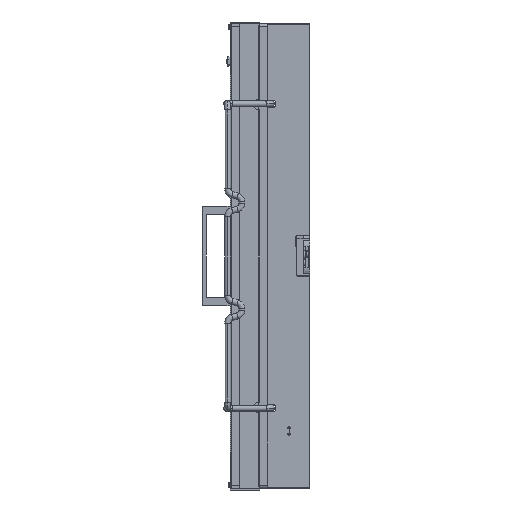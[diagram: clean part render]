
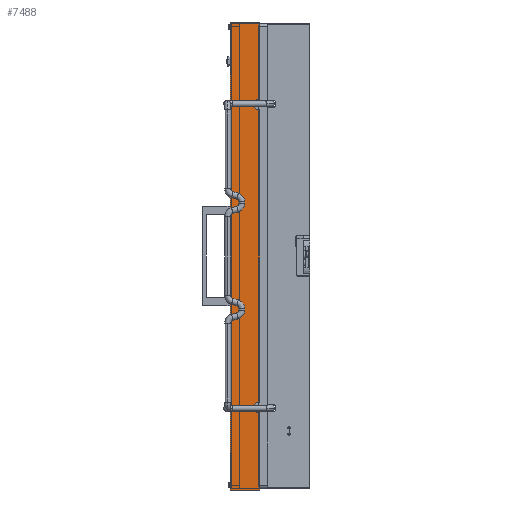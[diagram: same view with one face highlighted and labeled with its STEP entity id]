
A CAD part, left-side view. The second image highlights one B-rep face of the part: STEP entity #7488.
In plain terms, the highlighted planar face has unit normal (-1, 0, 0).
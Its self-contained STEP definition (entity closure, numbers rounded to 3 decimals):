
#264 = VECTOR ( 'NONE', #95484, 1000. ) ;
#638 = AXIS2_PLACEMENT_3D ( 'NONE', #43644, #2741, #75827 ) ;
#2741 = DIRECTION ( 'NONE',  ( 1., 0., 0. ) ) ;
#5099 = VECTOR ( 'NONE', #22965, 1000. ) ;
#5107 = CARTESIAN_POINT ( 'NONE',  ( -202.8, 36.8, -230.1 ) ) ;
#5564 = CARTESIAN_POINT ( 'NONE',  ( -202.8, 7.8, -230.1 ) ) ;
#7488 = ADVANCED_FACE ( 'Defeature ausgef�hrt12_5', ( #136147 ), #65112, .F. ) ;
#8794 = CARTESIAN_POINT ( 'NONE',  ( -202.8, 7.8, 144. ) ) ;
#10385 = EDGE_CURVE ( 'Defeature ausgef�hrt12_5+Defeature ausgef�hrt12_3+Defeature ausgef�hrt12_25+Defeature ausgef�hrt12_19', #39136, #51258, #113518, .T. ) ;
#11370 = DIRECTION ( 'NONE',  ( 0., 1., 0. ) ) ;
#13302 = DIRECTION ( 'NONE',  ( 0., -1., 0. ) ) ;
#16893 = LINE ( 'NONE', #40401, #20244 ) ;
#20244 = VECTOR ( 'NONE', #104720, 1000. ) ;
#21225 = EDGE_CURVE ( 'Defeature ausgef�hrt12_5+Defeature ausgef�hrt12_2+Defeature ausgef�hrt12_8+Defeature ausgef�hrt12_24', #135443, #24710, #137026, .T. ) ;
#22129 = EDGE_CURVE ( 'Defeature ausgef�hrt12_5+Defeature ausgef�hrt12_25+Defeature ausgef�hrt12_23+Defeature ausgef�hrt12_3', #136344, #39136, #91611, .T. ) ;
#22680 = DIRECTION ( 'NONE',  ( 1., 0., 0. ) ) ;
#22965 = DIRECTION ( 'NONE',  ( 0., -1., 0. ) ) ;
#24710 = VERTEX_POINT ( 'NONE', #116995 ) ;
#31292 = ORIENTED_EDGE ( 'NONE', *, *, #36101, .T. ) ;
#32404 = DIRECTION ( 'NONE',  ( 0., 0., -1. ) ) ;
#35847 = ORIENTED_EDGE ( 'NONE', *, *, #99857, .T. ) ;
#36101 = EDGE_CURVE ( 'Defeature ausgef�hrt12_5+Defeature ausgef�hrt12_18+Defeature ausgef�hrt12_19+Defeature ausgef�hrt12_17', #100461, #71312, #115647, .T. ) ;
#36889 = CARTESIAN_POINT ( 'NONE',  ( -202.8, 3.341, -154. ) ) ;
#37117 = ORIENTED_EDGE ( 'NONE', *, *, #114493, .T. ) ;
#38677 = CARTESIAN_POINT ( 'NONE',  ( -202.8, 8.8, 144. ) ) ;
#38925 = VECTOR ( 'NONE', #109699, 1000. ) ;
#39136 = VERTEX_POINT ( 'NONE', #68900 ) ;
#39142 = ORIENTED_EDGE ( 'NONE', *, *, #117022, .T. ) ;
#40401 = CARTESIAN_POINT ( 'NONE',  ( -202.8, 36.8, -230.1 ) ) ;
#42075 = CARTESIAN_POINT ( 'NONE',  ( -202.8, 7.8, -230.1 ) ) ;
#43226 = ORIENTED_EDGE ( 'NONE', *, *, #102836, .F. ) ;
#43644 = CARTESIAN_POINT ( 'NONE',  ( -202.8, 36.8, -230.1 ) ) ;
#44060 = VECTOR ( 'NONE', #91430, 1000. ) ;
#45845 = EDGE_LOOP ( 'NONE', ( #93893, #49385, #39142, #71188, #97643, #87064, #31292, #37117, #35847, #113610, #43226, #100216 ) ) ;
#48004 = AXIS2_PLACEMENT_3D ( 'NONE', #79863, #58440, #89687 ) ;
#49385 = ORIENTED_EDGE ( 'NONE', *, *, #58227, .T. ) ;
#51258 = VERTEX_POINT ( 'NONE', #8794 ) ;
#54138 = CARTESIAN_POINT ( 'NONE',  ( -202.8, 36.8, 230.1 ) ) ;
#58227 = EDGE_CURVE ( 'Defeature ausgef�hrt12_5+Defeature ausgef�hrt12_24+Defeature ausgef�hrt12_2+Defeature ausgef�hrt12_23', #24710, #79312, #78209, .T. ) ;
#58440 = DIRECTION ( 'NONE',  ( 1., 0., 0. ) ) ;
#62004 = VECTOR ( 'NONE', #11370, 1000. ) ;
#64167 = CARTESIAN_POINT ( 'NONE',  ( -202.8, 8.8, 154. ) ) ;
#65112 = PLANE ( 'NONE',  #638 ) ;
#66727 = VERTEX_POINT ( 'NONE', #5107 ) ;
#67958 = AXIS2_PLACEMENT_3D ( 'NONE', #118102, #22680, #32404 ) ;
#68182 = EDGE_CURVE ( 'Defeature ausgef�hrt12_6+Defeature ausgef�hrt12_5+Defeature ausgef�hrt12_1+Defeature ausgef�hrt12_4', #76841, #70387, #90061, .T. ) ;
#68900 = CARTESIAN_POINT ( 'NONE',  ( -202.8, 7.8, -144. ) ) ;
#70387 = VERTEX_POINT ( 'NONE', #121329 ) ;
#71188 = ORIENTED_EDGE ( 'NONE', *, *, #22129, .T. ) ;
#71312 = VERTEX_POINT ( 'NONE', #64167 ) ;
#72391 = LINE ( 'NONE', #125358, #44060 ) ;
#75827 = DIRECTION ( 'NONE',  ( 0., 0., -1. ) ) ;
#76841 = VERTEX_POINT ( 'NONE', #98615 ) ;
#77093 = CARTESIAN_POINT ( 'NONE',  ( -202.8, 8.8, -144. ) ) ;
#78209 = LINE ( 'NONE', #36889, #104949 ) ;
#79312 = VERTEX_POINT ( 'NONE', #94498 ) ;
#79863 = CARTESIAN_POINT ( 'NONE',  ( -202.8, 8.8, 149. ) ) ;
#84762 = CARTESIAN_POINT ( 'NONE',  ( -202.8, 7.8, -230.1 ) ) ;
#87064 = ORIENTED_EDGE ( 'NONE', *, *, #105808, .T. ) ;
#89687 = DIRECTION ( 'NONE',  ( 0., 0., 1. ) ) ;
#90061 = LINE ( 'NONE', #54138, #5099 ) ;
#90203 = EDGE_CURVE ( 'Defeature ausgef�hrt12_5+Defeature ausgef�hrt12_8+Defeature ausgef�hrt12_1+Defeature ausgef�hrt12_2', #66727, #135443, #130649, .T. ) ;
#90506 = DIRECTION ( 'NONE',  ( 0., 1., 0. ) ) ;
#91430 = DIRECTION ( 'NONE',  ( 0., -1., 0. ) ) ;
#91611 = LINE ( 'NONE', #77093, #134890 ) ;
#93893 = ORIENTED_EDGE ( 'NONE', *, *, #21225, .T. ) ;
#94498 = CARTESIAN_POINT ( 'NONE',  ( -202.8, 8.8, -154. ) ) ;
#95484 = DIRECTION ( 'NONE',  ( 0., 0., 1. ) ) ;
#96411 = CIRCLE ( 'NONE', #67958, 5. ) ;
#97643 = ORIENTED_EDGE ( 'NONE', *, *, #10385, .T. ) ;
#97998 = VECTOR ( 'NONE', #121006, 1000. ) ;
#98615 = CARTESIAN_POINT ( 'NONE',  ( -202.8, 36.8, 230.1 ) ) ;
#99857 = EDGE_CURVE ( 'Defeature ausgef�hrt12_5+Defeature ausgef�hrt12_4+Defeature ausgef�hrt12_17+Defeature ausgef�hrt12_6', #135884, #70387, #101255, .T. ) ;
#100216 = ORIENTED_EDGE ( 'NONE', *, *, #90203, .T. ) ;
#100461 = VERTEX_POINT ( 'NONE', #38677 ) ;
#101255 = LINE ( 'NONE', #5564, #97998 ) ;
#102836 = EDGE_CURVE ( 'Defeature ausgef�hrt12_1+Defeature ausgef�hrt12_5+Defeature ausgef�hrt12_8+Defeature ausgef�hrt12_6', #66727, #76841, #16893, .T. ) ;
#104720 = DIRECTION ( 'NONE',  ( 0., 0., 1. ) ) ;
#104949 = VECTOR ( 'NONE', #90506, 1000. ) ;
#105808 = EDGE_CURVE ( 'Defeature ausgef�hrt12_5+Defeature ausgef�hrt12_19+Defeature ausgef�hrt12_3+Defeature ausgef�hrt12_18', #51258, #100461, #120244, .T. ) ;
#105930 = DIRECTION ( 'NONE',  ( 0., 0., 1. ) ) ;
#107791 = CARTESIAN_POINT ( 'NONE',  ( -202.8, 7.8, 154. ) ) ;
#109699 = DIRECTION ( 'NONE',  ( 0., -1., 0. ) ) ;
#111076 = CARTESIAN_POINT ( 'NONE',  ( -202.8, 36.8, -230.1 ) ) ;
#113518 = LINE ( 'NONE', #84762, #264 ) ;
#113610 = ORIENTED_EDGE ( 'NONE', *, *, #68182, .F. ) ;
#114493 = EDGE_CURVE ( 'Defeature ausgef�hrt12_5+Defeature ausgef�hrt12_17+Defeature ausgef�hrt12_18+Defeature ausgef�hrt12_4', #71312, #135884, #72391, .T. ) ;
#115647 = CIRCLE ( 'NONE', #48004, 5. ) ;
#116992 = VECTOR ( 'NONE', #105930, 1000. ) ;
#116995 = CARTESIAN_POINT ( 'NONE',  ( -202.8, 7.8, -154. ) ) ;
#117022 = EDGE_CURVE ( 'Defeature ausgef�hrt12_5+Defeature ausgef�hrt12_23+Defeature ausgef�hrt12_24+Defeature ausgef�hrt12_25', #79312, #136344, #96411, .T. ) ;
#118102 = CARTESIAN_POINT ( 'NONE',  ( -202.8, 8.8, -149. ) ) ;
#119983 = CARTESIAN_POINT ( 'NONE',  ( -202.8, 7.8, -230.1 ) ) ;
#120244 = LINE ( 'NONE', #124182, #62004 ) ;
#121006 = DIRECTION ( 'NONE',  ( 0., 0., 1. ) ) ;
#121329 = CARTESIAN_POINT ( 'NONE',  ( -202.8, 7.8, 230.1 ) ) ;
#124182 = CARTESIAN_POINT ( 'NONE',  ( -202.8, 2.212, 144. ) ) ;
#125358 = CARTESIAN_POINT ( 'NONE',  ( -202.8, 7.8, 154. ) ) ;
#127625 = CARTESIAN_POINT ( 'NONE',  ( -202.8, 8.8, -144. ) ) ;
#130649 = LINE ( 'NONE', #111076, #38925 ) ;
#134890 = VECTOR ( 'NONE', #13302, 1000. ) ;
#135443 = VERTEX_POINT ( 'NONE', #119983 ) ;
#135884 = VERTEX_POINT ( 'NONE', #107791 ) ;
#136147 = FACE_OUTER_BOUND ( 'NONE', #45845, .T. ) ;
#136344 = VERTEX_POINT ( 'NONE', #127625 ) ;
#137026 = LINE ( 'NONE', #42075, #116992 ) ;
